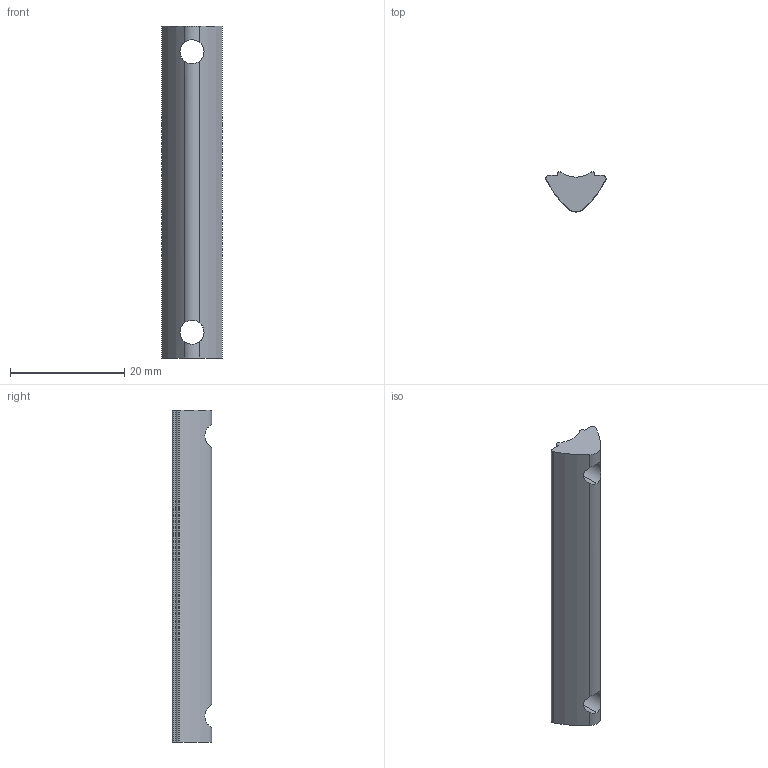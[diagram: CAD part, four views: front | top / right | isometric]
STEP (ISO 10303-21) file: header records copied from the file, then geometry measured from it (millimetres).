
FILE_DESCRIPTION (( 'STEP AP214' ), '1' );
FILE_NAME ('096555d58.STEP', '2014-01-28T15:56:33', ( '' ), ( '' ), 'SwSTEP 2.0', 'SolidWorks 2014', '' );
FILE_SCHEMA (( 'AUTOMOTIVE_DESIGN' ));
Length unit declared in the file: millimetre
Products named in the file (1): 096555d58
Bounding box: 10.5 x 6.9 x 58 mm (x, y, z)
Volume: 2437.6 mm3; surface area: 1841.9 mm2
Topology: 1 solids, 1 shells, 29 faces, 87 edges, 58 vertices
Faces by surface type: cylinder 17, plane 8, cone 4
Entity records: 1277 total; most frequent: CARTESIAN_POINT 427, ORIENTED_EDGE 174, DIRECTION 149, EDGE_CURVE 87, VERTEX_POINT 58, AXIS2_PLACEMENT_3D 56, LINE 37, VECTOR 37
